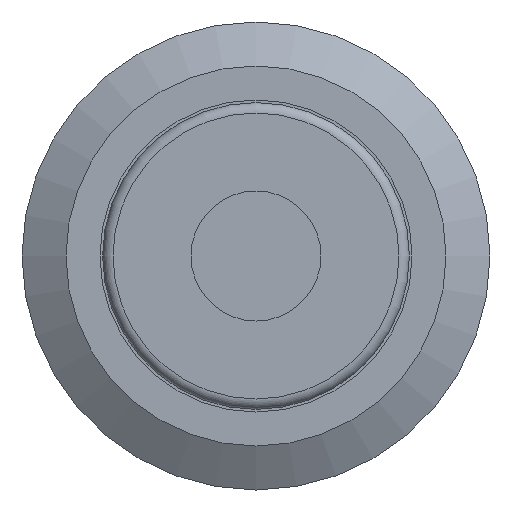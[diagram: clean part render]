
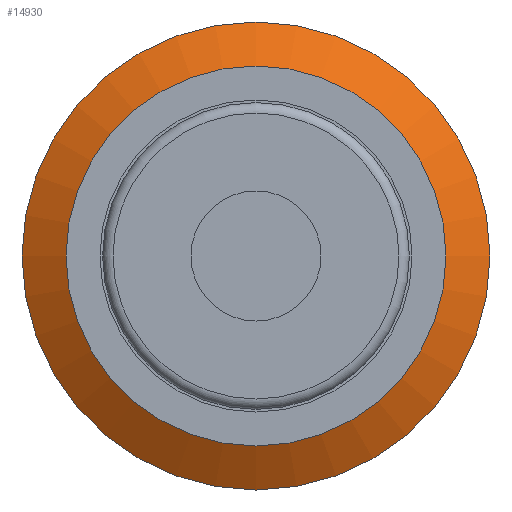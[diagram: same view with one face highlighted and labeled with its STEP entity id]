
A CAD part, left-side view. The second image highlights one B-rep face of the part: STEP entity #14930.
In plain terms, the highlighted conical face has half-angle 59.421 degrees and reference radius 25.4 mm.
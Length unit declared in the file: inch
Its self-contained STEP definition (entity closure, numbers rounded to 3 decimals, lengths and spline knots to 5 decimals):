
#14903=CARTESIAN_POINT('',(0.36185,0.0,0.0));
#14904=DIRECTION('',(1.0,0.0,0.0));
#14905=DIRECTION('',(0.0,0.0,1.0));
#14906=AXIS2_PLACEMENT_3D('',#14903,#14904,#14905);
#14907=CONICAL_SURFACE('',#14906,1.0,59.421);
#14908=CARTESIAN_POINT('',(-0.01969,0.35433,0.));
#14909=VERTEX_POINT('',#14908);
#14910=CARTESIAN_POINT('',(-0.01969,0.0,0.0));
#14911=DIRECTION('',(1.0,0.0,0.0));
#14912=DIRECTION('',(0.0,-1.0,0.0));
#14913=AXIS2_PLACEMENT_3D('',#14910,#14911,#14912);
#14914=CIRCLE('',#14913,0.35433);
#14915=EDGE_CURVE('',#14909,#14909,#14914,.T.);
#14916=ORIENTED_EDGE('',*,*,#14915,.F.);
#14917=EDGE_LOOP('',(#14916));
#14918=FACE_OUTER_BOUND('',#14917,.T.);
#14919=CARTESIAN_POINT('',(-0.05906,0.0,0.2877));
#14920=VERTEX_POINT('',#14919);
#14921=CARTESIAN_POINT('',(-0.05906,0.0,0.0));
#14922=DIRECTION('',(-1.0,0.0,0.0));
#14923=DIRECTION('',(0.0,0.0,1.0));
#14924=AXIS2_PLACEMENT_3D('',#14921,#14922,#14923);
#14925=CIRCLE('',#14924,0.2877);
#14926=EDGE_CURVE('',#14920,#14920,#14925,.T.);
#14927=ORIENTED_EDGE('',*,*,#14926,.F.);
#14928=EDGE_LOOP('',(#14927));
#14929=FACE_BOUND('',#14928,.T.);
#14930=ADVANCED_FACE('',(#14918,#14929),#14907,.T.);
